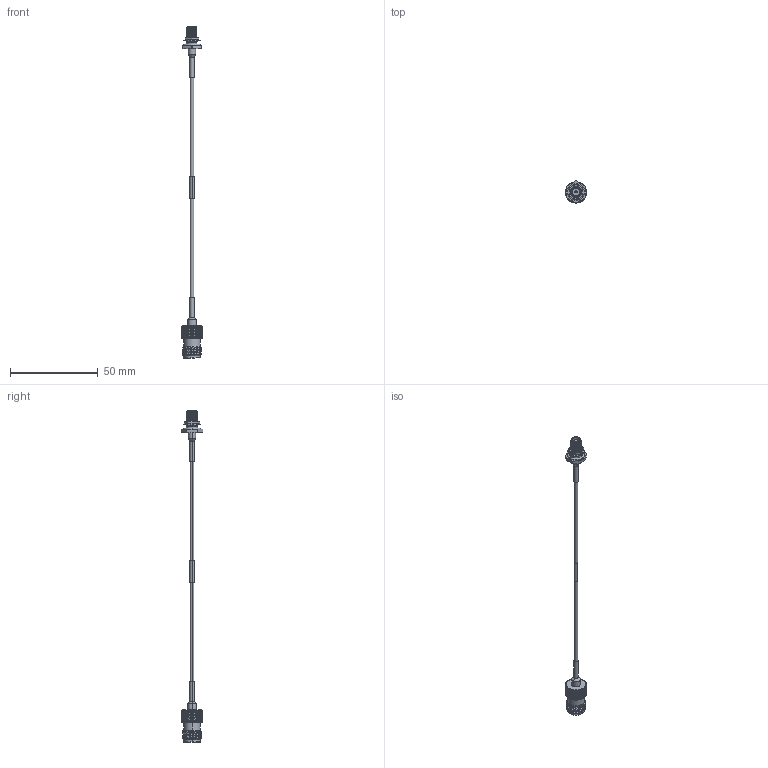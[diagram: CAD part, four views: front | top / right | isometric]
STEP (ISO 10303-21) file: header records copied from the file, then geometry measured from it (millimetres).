
FILE_DESCRIPTION (( 'STEP AP214' ), '1' );
FILE_NAME ('LCCA30568.step', '2020-06-22T20:48:52', ( '' ), ( '' ), 'SwSTEP 2.0', 'SolidWorks 2018', '' );
FILE_SCHEMA (( 'AUTOMOTIVE_DESIGN' ));
Length unit declared in the file: inch
Products named in the file (7): LCCA30568; LCCN3062; LCCN3048; LCCN3044_HS; LCCN3044_HS-2; LC085TB (085 FORMABLE); 1AW01-002_.08 ID
Assembly tree (6 placements, depth 2):
  LCCA30568
    LC085TB (085 FORMABLE)
    1AW01-002_.08 ID
    LCCN3044_HS
    LCCN3048
    LCCN3044_HS-2
    LCCN3062
Bounding box: 11.99 x 12.51 x 189.2 mm (x, y, z)
Volume: 2677.8 mm3; surface area: 3962.1 mm2
Topology: 9 solids, 9 shells, 1954 faces, 4340 edges, 2417 vertices
Faces by surface type: bspline 1370, cylinder 440, plane 83, cone 57, torus 4
Entity records: 84598 total; most frequent: CARTESIAN_POINT 56420, ORIENTED_EDGE 8680, EDGE_CURVE 4340, VERTEX_POINT 2417, DIRECTION 2200, EDGE_LOOP 1975, ADVANCED_FACE 1954, FACE_OUTER_BOUND 1954
